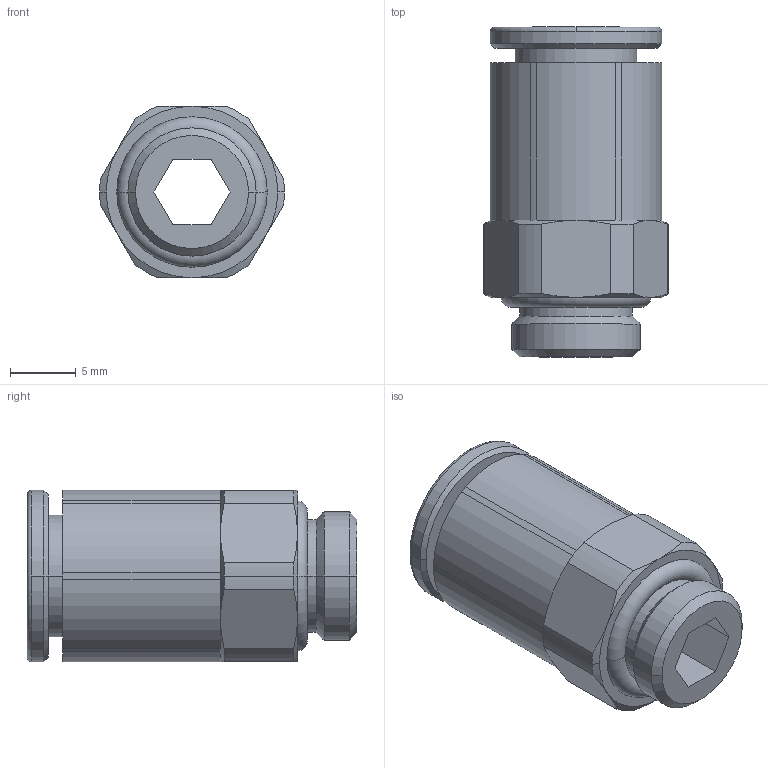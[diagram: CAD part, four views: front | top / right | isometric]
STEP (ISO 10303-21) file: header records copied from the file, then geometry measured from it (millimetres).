
FILE_DESCRIPTION(('STEP AP214'),'1');
FILE_NAME('3101_08_10.stp','2016-07-07T15:00:12',('TraceParts'),('TraceParts S.A.'),'Spatial InterOp 3D',' ',' ');
FILE_SCHEMA(('automotive_design'));
Length unit declared in the file: millimetre
Products named in the file (1): 1
Bounding box: 14 x 25 x 13 mm (x, y, z)
Volume: 1962.5 mm3; surface area: 1913.4 mm2
Topology: 1 solids, 1 shells, 76 faces, 182 edges, 112 vertices
Faces by surface type: plane 26, cylinder 24, cone 22, torus 4
Entity records: 2251 total; most frequent: CARTESIAN_POINT 467, DIRECTION 398, ORIENTED_EDGE 364, EDGE_CURVE 182, AXIS2_PLACEMENT_3D 163, VERTEX_POINT 112, CIRCLE 86, EDGE_LOOP 82
